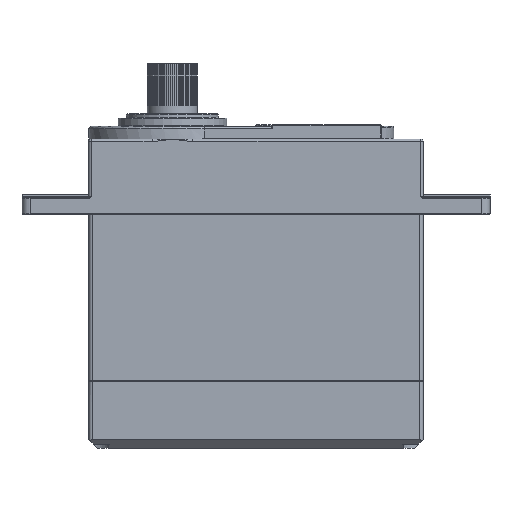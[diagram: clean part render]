
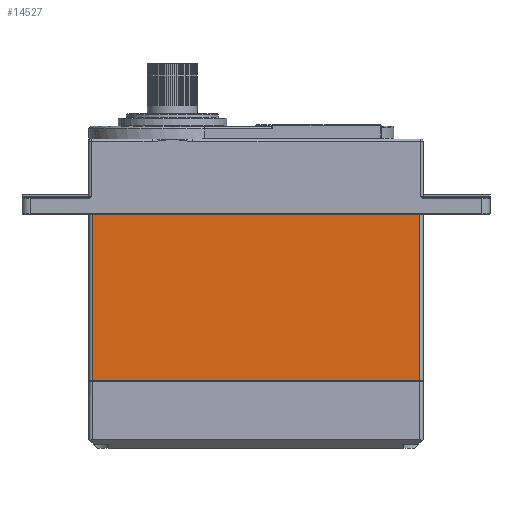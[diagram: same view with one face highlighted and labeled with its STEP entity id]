
A CAD part, front view. The second image highlights one B-rep face of the part: STEP entity #14527.
In plain terms, the highlighted planar face has unit normal (0, -1, 0).
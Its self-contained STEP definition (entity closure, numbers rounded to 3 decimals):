
#342 = DIRECTION ( 'NONE',  ( 0., 0., 1. ) ) ;
#826 = ORIENTED_EDGE ( 'NONE', *, *, #3263, .T. ) ;
#1187 = ORIENTED_EDGE ( 'NONE', *, *, #3906, .T. ) ;
#1496 = VERTEX_POINT ( 'NONE', #11060 ) ;
#2412 = VECTOR ( 'NONE', #2562, 1000. ) ;
#2562 = DIRECTION ( 'NONE',  ( 1., 0., 0. ) ) ;
#2586 = VECTOR ( 'NONE', #342, 1000. ) ;
#2794 = VECTOR ( 'NONE', #18211, 1000. ) ;
#3041 = EDGE_LOOP ( 'NONE', ( #10437, #10634, #826, #1187 ) ) ;
#3263 = EDGE_CURVE ( 'NONE', #16102, #1496, #14792, .T. ) ;
#3906 = EDGE_CURVE ( 'NONE', #1496, #4400, #13291, .T. ) ;
#4028 = CARTESIAN_POINT ( 'NONE',  ( -19.6, -10., 28. ) ) ;
#4400 = VERTEX_POINT ( 'NONE', #4028 ) ;
#5762 = AXIS2_PLACEMENT_3D ( 'NONE', #19220, #17567, #10029 ) ;
#5777 = LINE ( 'NONE', #19337, #6969 ) ;
#6274 = LINE ( 'NONE', #8781, #2412 ) ;
#6439 = CARTESIAN_POINT ( 'NONE',  ( 19.6, -10., 37. ) ) ;
#6969 = VECTOR ( 'NONE', #8527, 1000. ) ;
#7051 = CARTESIAN_POINT ( 'NONE',  ( 19.6, -10., 8.1 ) ) ;
#8527 = DIRECTION ( 'NONE',  ( 0., 0., -1. ) ) ;
#8781 = CARTESIAN_POINT ( 'NONE',  ( 19.6, -10., 8.1 ) ) ;
#10029 = DIRECTION ( 'NONE',  ( -1., 0., 0. ) ) ;
#10437 = ORIENTED_EDGE ( 'NONE', *, *, #11139, .T. ) ;
#10550 = CARTESIAN_POINT ( 'NONE',  ( 20., -10., 28. ) ) ;
#10634 = ORIENTED_EDGE ( 'NONE', *, *, #11137, .T. ) ;
#11060 = CARTESIAN_POINT ( 'NONE',  ( 19.6, -10., 28. ) ) ;
#11137 = EDGE_CURVE ( 'NONE', #17069, #16102, #6274, .T. ) ;
#11139 = EDGE_CURVE ( 'NONE', #4400, #17069, #5777, .T. ) ;
#11256 = FACE_OUTER_BOUND ( 'NONE', #3041, .T. ) ;
#13291 = LINE ( 'NONE', #10550, #2794 ) ;
#14527 = ADVANCED_FACE ( 'NONE', ( #11256 ), #19342, .F. ) ;
#14792 = LINE ( 'NONE', #6439, #2586 ) ;
#15148 = CARTESIAN_POINT ( 'NONE',  ( -19.6, -10., 8.1 ) ) ;
#16102 = VERTEX_POINT ( 'NONE', #7051 ) ;
#17069 = VERTEX_POINT ( 'NONE', #15148 ) ;
#17567 = DIRECTION ( 'NONE',  ( 0., 1., 0. ) ) ;
#18211 = DIRECTION ( 'NONE',  ( -1., 0., 0. ) ) ;
#19220 = CARTESIAN_POINT ( 'NONE',  ( 20., -10., 37. ) ) ;
#19337 = CARTESIAN_POINT ( 'NONE',  ( -19.6, -10., 37. ) ) ;
#19342 = PLANE ( 'NONE',  #5762 ) ;
